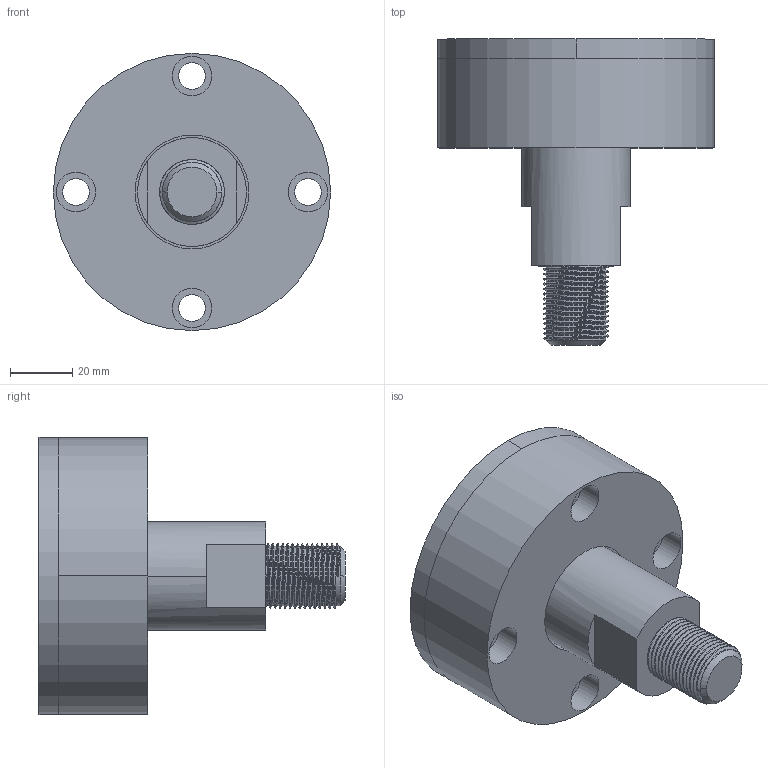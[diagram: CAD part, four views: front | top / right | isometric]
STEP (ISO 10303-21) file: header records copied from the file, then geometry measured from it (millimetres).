
FILE_DESCRIPTION (( 'STEP AP203' ), '1' );
FILE_NAME ('PAF-04-08.STEP', '2021-02-12T19:17:12', ( '' ), ( '' ), 'SwSTEP 2.0', 'SolidWorks 2018', '' );
FILE_SCHEMA (( 'CONFIG_CONTROL_DESIGN' ));
Length unit declared in the file: millimetre
Products named in the file (1): PAF-04-08
Bounding box: 88.9 x 98.17 x 88.9 mm (x, y, z)
Surface area: 41727.1 mm2 (no closed solid volume)
Topology: 0 solids, 3 shells, 75 faces, 209 edges, 144 vertices
Faces by surface type: cylinder 55, plane 15, bspline 3, cone 2
Entity records: 4835 total; most frequent: CARTESIAN_POINT 2942, ORIENTED_EDGE 396, DIRECTION 359, EDGE_CURVE 209, AXIS2_PLACEMENT_3D 147, VERTEX_POINT 144, EDGE_LOOP 98, FACE_OUTER_BOUND 75
